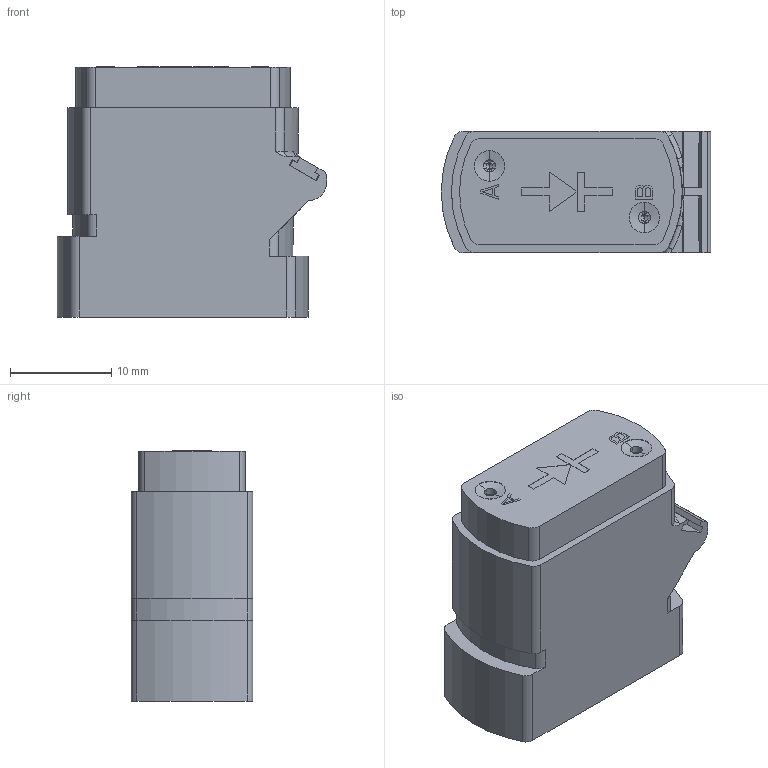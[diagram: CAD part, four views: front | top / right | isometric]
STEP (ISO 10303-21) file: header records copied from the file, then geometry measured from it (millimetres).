
FILE_DESCRIPTION((''),'2;1');
FILE_NAME('00113090602','2020-09-17T',('presta_be4'),(''),'CREO PARAMETRIC BY PTC INC, 2018360','CREO PARAMETRIC BY PTC INC, 2018360','');
FILE_SCHEMA(('CONFIG_CONTROL_DESIGN'));
Length unit declared in the file: millimetre
Products named in the file (1): 00113090602
Bounding box: 26.6 x 12 x 24.71 mm (x, y, z)
Volume: 5600.3 mm3; surface area: 4078.9 mm2
Topology: 3 solids, 3 shells, 448 faces, 1189 edges, 764 vertices
Faces by surface type: plane 237, cylinder 126, cone 32, torus 30, bspline 23
Entity records: 16866 total; most frequent: CARTESIAN_POINT 5660, ORIENTED_EDGE 2370, DIRECTION 2312, EDGE_CURVE 1185, AXIS2_PLACEMENT_3D 831, VERTEX_POINT 764, VECTOR 650, LINE 650
